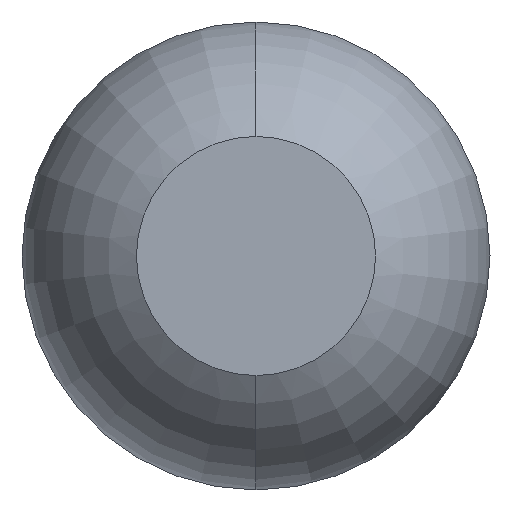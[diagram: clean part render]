
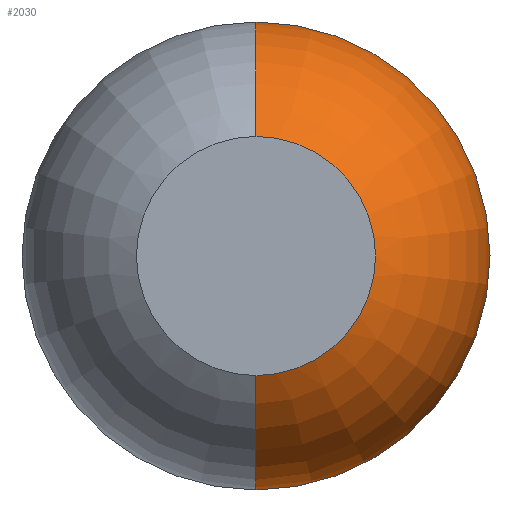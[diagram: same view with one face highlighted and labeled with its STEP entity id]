
A CAD part, front view. The second image highlights one B-rep face of the part: STEP entity #2030.
In plain terms, the highlighted toroidal (fillet/blend) face has major radius 0.035 mm and minor radius 0.65 mm.
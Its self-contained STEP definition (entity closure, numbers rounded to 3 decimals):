
#39 = CARTESIAN_POINT ( 'NONE',  ( 0., -24.431, 0. ) ) ;
#99 = EDGE_CURVE ( 'NONE', #1006, #1129, #2818, .T. ) ;
#111 = AXIS2_PLACEMENT_3D ( 'NONE', #2798, #4157, #4128 ) ;
#160 = ORIENTED_EDGE ( 'NONE', *, *, #99, .T. ) ;
#305 = EDGE_LOOP ( 'NONE', ( #1983, #160, #642, #4237 ) ) ;
#360 = DIRECTION ( 'NONE',  ( 0., 0., -1. ) ) ;
#582 = EDGE_CURVE ( 'NONE', #1346, #2263, #2710, .T. ) ;
#642 = ORIENTED_EDGE ( 'NONE', *, *, #2304, .F. ) ;
#795 = CIRCLE ( 'NONE', #111, 0.685 ) ;
#1006 = VERTEX_POINT ( 'NONE', #2697 ) ;
#1129 = VERTEX_POINT ( 'NONE', #1464 ) ;
#1346 = VERTEX_POINT ( 'NONE', #3479 ) ;
#1457 = CARTESIAN_POINT ( 'NONE',  ( 0., -25., 0. ) ) ;
#1464 = CARTESIAN_POINT ( 'NONE',  ( 0., -25., 0.35 ) ) ;
#1956 = AXIS2_PLACEMENT_3D ( 'NONE', #2742, #3416, #2076 ) ;
#1983 = ORIENTED_EDGE ( 'NONE', *, *, #2171, .T. ) ;
#2030 = ADVANCED_FACE ( 'Defeature ausgef�hrt1_4', ( #2763 ), #2560, .T. ) ;
#2033 = CIRCLE ( 'NONE', #3497, 0.35 ) ;
#2076 = DIRECTION ( 'NONE',  ( 0., 0., 1. ) ) ;
#2146 = DIRECTION ( 'NONE',  ( 0., 0., -1. ) ) ;
#2171 = EDGE_CURVE ( 'Defeature ausgef�hrt1_4+Defeature ausgef�hrt1_5+Defeature ausgef�hrt1_5+Defeature ausgef�hrt1_5', #1346, #1006, #795, .T. ) ;
#2263 = VERTEX_POINT ( 'NONE', #2811 ) ;
#2304 = EDGE_CURVE ( 'Defeature ausgef�hrt1_13+Defeature ausgef�hrt1_4+Defeature ausgef�hrt1_4+Defeature ausgef�hrt1_4', #2263, #1129, #2033, .T. ) ;
#2560 = TOROIDAL_SURFACE ( 'NONE', #4114, 0.035, 0.65 ) ;
#2693 = DIRECTION ( 'NONE',  ( 0., -1., 0. ) ) ;
#2697 = CARTESIAN_POINT ( 'NONE',  ( 0., -24.431, 0.685 ) ) ;
#2710 = CIRCLE ( 'NONE', #1956, 0.65 ) ;
#2742 = CARTESIAN_POINT ( 'NONE',  ( 0., -24.431, -0.035 ) ) ;
#2763 = FACE_OUTER_BOUND ( 'NONE', #305, .T. ) ;
#2782 = DIRECTION ( 'NONE',  ( 0., 0., -1. ) ) ;
#2798 = CARTESIAN_POINT ( 'NONE',  ( 0., -24.431, 0. ) ) ;
#2811 = CARTESIAN_POINT ( 'NONE',  ( 0., -25., -0.35 ) ) ;
#2818 = CIRCLE ( 'NONE', #4056, 0.65 ) ;
#3117 = DIRECTION ( 'NONE',  ( 1., 0., 0. ) ) ;
#3416 = DIRECTION ( 'NONE',  ( -1., 0., 0. ) ) ;
#3479 = CARTESIAN_POINT ( 'NONE',  ( 0., -24.431, -0.685 ) ) ;
#3497 = AXIS2_PLACEMENT_3D ( 'NONE', #1457, #4111, #2782 ) ;
#3772 = CARTESIAN_POINT ( 'NONE',  ( 0., -24.431, 0.035 ) ) ;
#4056 = AXIS2_PLACEMENT_3D ( 'NONE', #3772, #3117, #2146 ) ;
#4111 = DIRECTION ( 'NONE',  ( 0., -1., 0. ) ) ;
#4114 = AXIS2_PLACEMENT_3D ( 'NONE', #39, #2693, #360 ) ;
#4128 = DIRECTION ( 'NONE',  ( 0., 0., -1. ) ) ;
#4157 = DIRECTION ( 'NONE',  ( 0., -1., 0. ) ) ;
#4237 = ORIENTED_EDGE ( 'NONE', *, *, #582, .F. ) ;
